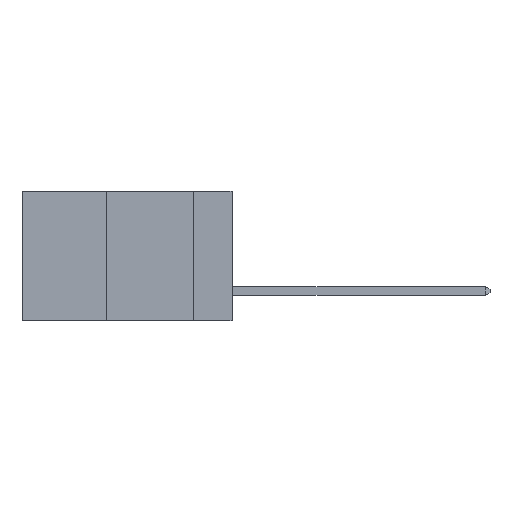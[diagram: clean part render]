
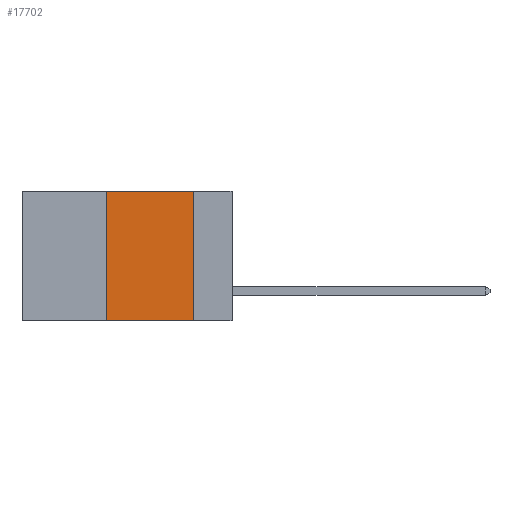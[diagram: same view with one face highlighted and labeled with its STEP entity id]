
A CAD part, left-side view. The second image highlights one B-rep face of the part: STEP entity #17702.
In plain terms, the highlighted planar face has unit normal (-1, 0, 0).
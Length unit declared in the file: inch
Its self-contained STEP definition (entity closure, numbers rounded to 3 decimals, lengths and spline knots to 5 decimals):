
#137 = LINE ( 'NONE', #12729, #9110 ) ;
#318 = PLANE ( 'NONE',  #737 ) ;
#737 = AXIS2_PLACEMENT_3D ( 'NONE', #19119, #4215, #17302 ) ;
#2803 = EDGE_CURVE ( 'NONE', #4579, #18233, #18645, .T. ) ;
#3177 = VERTEX_POINT ( 'NONE', #20233 ) ;
#3283 = EDGE_CURVE ( 'NONE', #4579, #3177, #22407, .T. ) ;
#4215 = DIRECTION ( 'NONE',  ( 1., 0., 0. ) ) ;
#4476 = ORIENTED_EDGE ( 'NONE', *, *, #2803, .T. ) ;
#4579 = VERTEX_POINT ( 'NONE', #16763 ) ;
#5407 = VECTOR ( 'NONE', #9537, 39.37008 ) ;
#7030 = DIRECTION ( 'NONE',  ( 0., -1., 0. ) ) ;
#7140 = FACE_OUTER_BOUND ( 'NONE', #15733, .T. ) ;
#7618 = CARTESIAN_POINT ( 'NONE',  ( 0., 0.11, 0. ) ) ;
#8308 = ORIENTED_EDGE ( 'NONE', *, *, #10862, .F. ) ;
#9110 = VECTOR ( 'NONE', #7030, 39.37008 ) ;
#9537 = DIRECTION ( 'NONE',  ( 0., 0., -1. ) ) ;
#9547 = DIRECTION ( 'NONE',  ( 0., -1., 0. ) ) ;
#10026 = CARTESIAN_POINT ( 'NONE',  ( 0., 0.11, 0. ) ) ;
#10862 = EDGE_CURVE ( 'NONE', #3177, #22087, #137, .T. ) ;
#11557 = CARTESIAN_POINT ( 'NONE',  ( 0., 0.36, 0. ) ) ;
#12729 = CARTESIAN_POINT ( 'NONE',  ( 0., 0.6, 0. ) ) ;
#13133 = VECTOR ( 'NONE', #18498, 39.37008 ) ;
#14290 = VECTOR ( 'NONE', #9547, 39.37008 ) ;
#15733 = EDGE_LOOP ( 'NONE', ( #22017, #8308, #17057, #4476 ) ) ;
#16763 = CARTESIAN_POINT ( 'NONE',  ( 0., 0.36, -0.37 ) ) ;
#17057 = ORIENTED_EDGE ( 'NONE', *, *, #3283, .F. ) ;
#17302 = DIRECTION ( 'NONE',  ( 0., 0., -1. ) ) ;
#17702 = ADVANCED_FACE ( 'NONE', ( #7140 ), #318, .F. ) ;
#18034 = CARTESIAN_POINT ( 'NONE',  ( 0., 0.6, -0.37 ) ) ;
#18233 = VERTEX_POINT ( 'NONE', #19015 ) ;
#18498 = DIRECTION ( 'NONE',  ( 0., 0., 1. ) ) ;
#18645 = LINE ( 'NONE', #18034, #14290 ) ;
#19015 = CARTESIAN_POINT ( 'NONE',  ( 0., 0.11, -0.37 ) ) ;
#19119 = CARTESIAN_POINT ( 'NONE',  ( 0., 0.6, 0. ) ) ;
#20233 = CARTESIAN_POINT ( 'NONE',  ( 0., 0.36, 0. ) ) ;
#20321 = LINE ( 'NONE', #7618, #5407 ) ;
#22017 = ORIENTED_EDGE ( 'NONE', *, *, #23677, .F. ) ;
#22087 = VERTEX_POINT ( 'NONE', #10026 ) ;
#22407 = LINE ( 'NONE', #11557, #13133 ) ;
#23677 = EDGE_CURVE ( 'NONE', #22087, #18233, #20321, .T. ) ;
